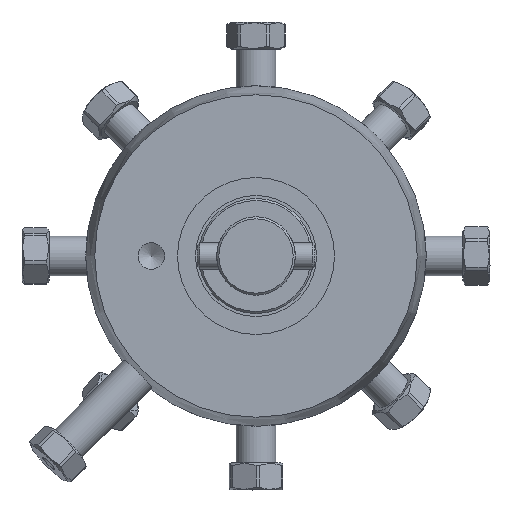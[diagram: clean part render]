
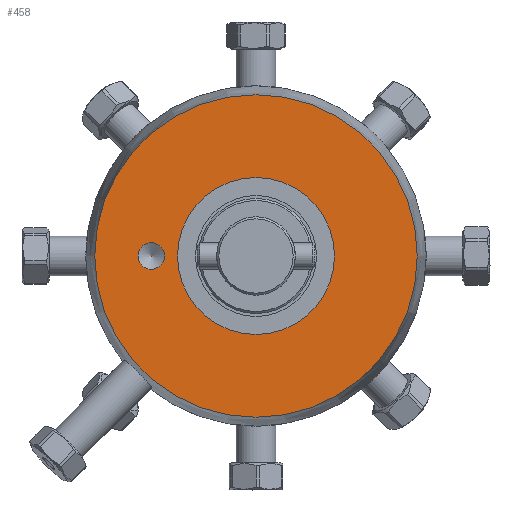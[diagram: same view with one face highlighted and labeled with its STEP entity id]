
A CAD part, left-side view. The second image highlights one B-rep face of the part: STEP entity #458.
In plain terms, the highlighted planar face has unit normal (-1, 0, 0).
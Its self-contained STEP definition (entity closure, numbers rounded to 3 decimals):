
#373=CARTESIAN_POINT('',(5.715,19.567,0.0));
#374=VERTEX_POINT('',#373);
#375=CARTESIAN_POINT('',(5.715,0.0,0.0));
#376=DIRECTION('',(1.0,0.0,0.0));
#377=DIRECTION('',(0.0,1.0,0.0));
#378=AXIS2_PLACEMENT_3D('',#375,#376,#377);
#379=CIRCLE('',#378,19.567);
#380=EDGE_CURVE('',#374,#374,#379,.T.);
#428=CARTESIAN_POINT('',(5.715,14.546,0.0));
#429=DIRECTION('',(-1.0,0.0,0.0));
#430=DIRECTION('',(0.0,0.0,1.0));
#431=AXIS2_PLACEMENT_3D('',#428,#429,#430);
#432=PLANE('',#431);
#433=ORIENTED_EDGE('',*,*,#380,.F.);
#434=EDGE_LOOP('',(#433));
#435=FACE_OUTER_BOUND('',#434,.T.);
#436=CARTESIAN_POINT('',(5.715,9.525,0.0));
#437=VERTEX_POINT('',#436);
#438=CARTESIAN_POINT('',(5.715,0.0,0.0));
#439=DIRECTION('',(1.0,0.0,0.0));
#440=DIRECTION('',(0.0,1.0,0.0));
#441=AXIS2_PLACEMENT_3D('',#438,#439,#440);
#442=CIRCLE('',#441,9.525);
#443=EDGE_CURVE('',#437,#437,#442,.T.);
#444=ORIENTED_EDGE('',*,*,#443,.T.);
#445=EDGE_LOOP('',(#444));
#446=FACE_BOUND('',#445,.T.);
#447=CARTESIAN_POINT('',(5.715,12.7,1.605));
#448=VERTEX_POINT('',#447);
#449=CARTESIAN_POINT('',(5.715,12.7,0.0));
#450=DIRECTION('',(1.0,0.0,0.0));
#451=DIRECTION('',(0.0,0.0,1.0));
#452=AXIS2_PLACEMENT_3D('',#449,#450,#451);
#453=CIRCLE('',#452,1.605);
#454=EDGE_CURVE('',#448,#448,#453,.T.);
#455=ORIENTED_EDGE('',*,*,#454,.T.);
#456=EDGE_LOOP('',(#455));
#457=FACE_BOUND('',#456,.T.);
#458=ADVANCED_FACE('',(#435,#446,#457),#432,.T.);
